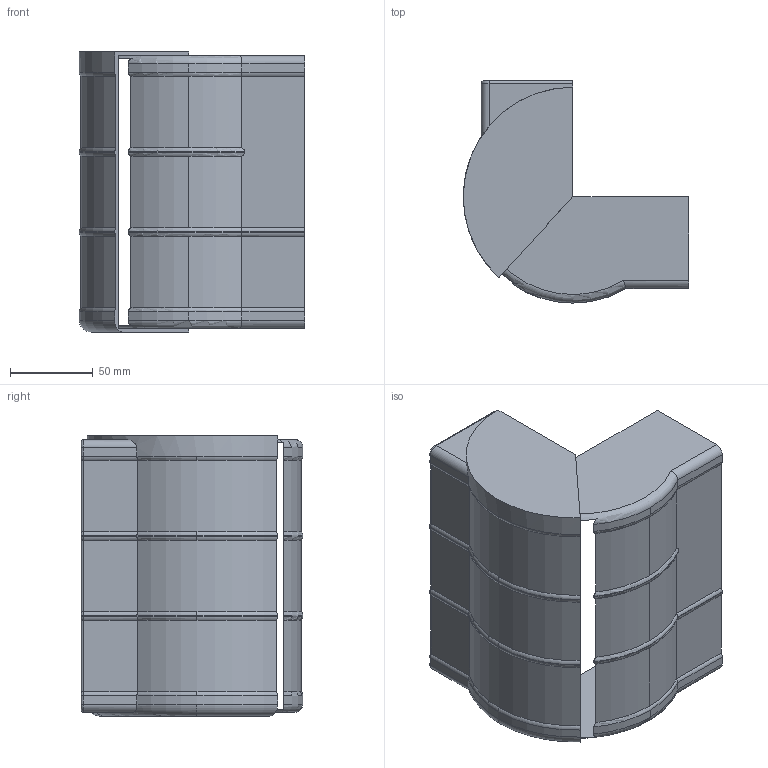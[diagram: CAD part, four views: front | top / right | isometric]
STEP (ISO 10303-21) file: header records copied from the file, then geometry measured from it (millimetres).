
FILE_DESCRIPTION(('CoCreate Modeling STEP Export'),'2;1');
FILE_NAME('6116261.stp','2016-10-06T15:34:49',(''),(''),'CoCreate Modeling STEP processor for AP214 (Solid Model)','CoCreate Modeling 16.00B 02-Dec-2008 (C) Parametric Technology GmbH','');
FILE_SCHEMA(('AUTOMOTIVE_DESIGN { 1 0 10303 214 1 1 1 1 }'));
Length unit declared in the file: millimetre
Products named in the file (4): Ausseneck_links; Ausseneck_rechts; Ausseneck_kompl.; 6116261.stp
Assembly tree (3 placements, depth 3):
  6116261.stp
    Ausseneck_kompl.
      Ausseneck_rechts
      Ausseneck_links
Bounding box: 136.2 x 134 x 169.2 mm (x, y, z)
Volume: 187657.4 mm3; surface area: 126624.7 mm2
Topology: 2 solids, 2 shells, 1764 faces, 4815 edges, 3197 vertices
Faces by surface type: plane 1451, cylinder 267, torus 30, extrusion 16
Entity records: 56426 total; most frequent: CARTESIAN_POINT 12444, ORIENTED_EDGE 9630, DIRECTION 8201, EDGE_CURVE 4815, VECTOR 4193, LINE 4185, VERTEX_POINT 3197, AXIS2_PLACEMENT_3D 2004
